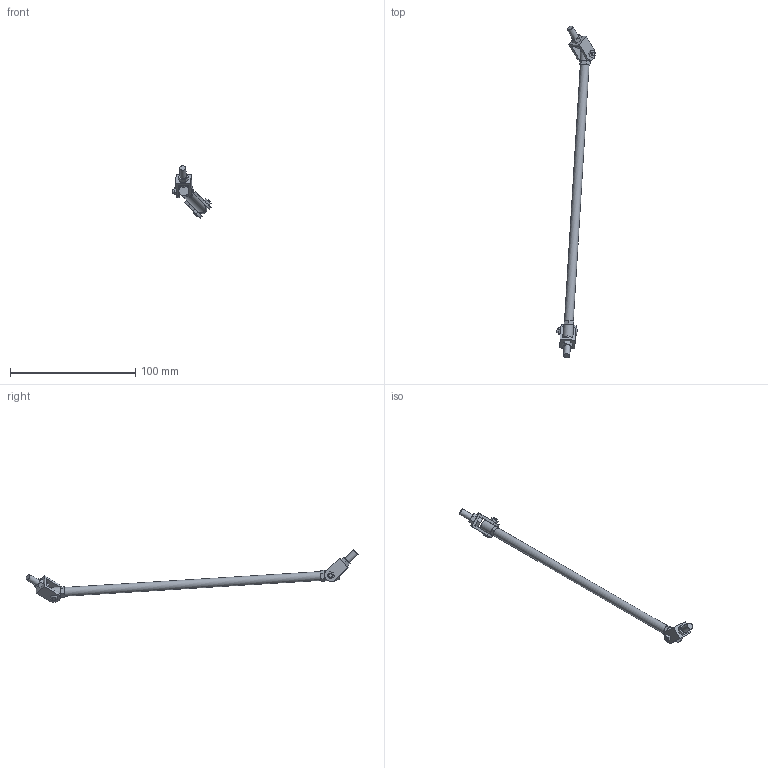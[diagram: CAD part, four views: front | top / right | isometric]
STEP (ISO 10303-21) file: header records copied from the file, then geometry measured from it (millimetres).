
FILE_DESCRIPTION(/* description */ (''),/* implementation_level */ '2;1');
FILE_NAME(/* name */ 'strut.step',/* time_stamp */ '2020-11-14T11:10:29-07:00',/* author */ (''),/* organization */ (''),/* preprocessor_version */ 'ST-DEVELOPER v18.1',/* originating_system */ 'Autodesk Translation Framework v9.3.0.1241',/* authorisation */ '');
FILE_SCHEMA (('AUTOMOTIVE_DESIGN { 1 0 10303 214 3 1 1 }'));
Length unit declared in the file: millimetre
Products named in the file (7): Strut2; Strut_Component3; Strut_Component1; Strut_Component2; Strut_Component4; Strut_Component6; Strut_Component5
Assembly tree (11 placements, depth 2):
  Strut2
    Strut_Component3
    Strut_Component1  x2
    Strut_Component2  x2
    Strut_Component4  x2
    Strut_Component6  x2
    Strut_Component5  x2
Bounding box: 30.53 x 264.68 x 41.86 mm (x, y, z)
Volume: 10868.9 mm3; surface area: 11534.1 mm2
Topology: 11 solids, 11 shells, 140 faces, 314 edges, 202 vertices
Faces by surface type: plane 114, cylinder 24, torus 2
Full cylindrical faces by diameter (mm): 2.929 x2, 3 x11, 4.972 x2, 5 x2, 7 x1, 8 x2
Entity records: 2311 total; most frequent: CARTESIAN_POINT 422, DIRECTION 374, ORIENTED_EDGE 320, EDGE_CURVE 160, AXIS2_PLACEMENT_3D 129, LINE 116, VECTOR 116, VERTEX_POINT 103
